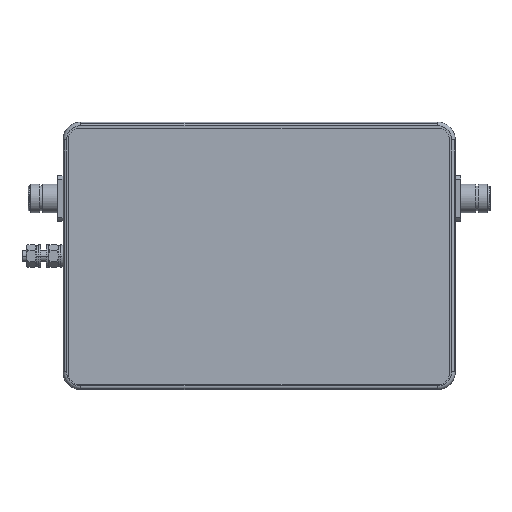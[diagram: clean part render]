
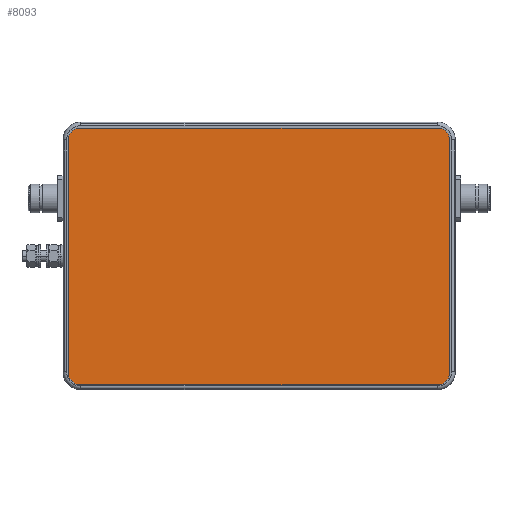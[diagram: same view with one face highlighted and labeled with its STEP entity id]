
A CAD part, top view. The second image highlights one B-rep face of the part: STEP entity #8093.
In plain terms, the highlighted planar face has unit normal (0, 0, 1).
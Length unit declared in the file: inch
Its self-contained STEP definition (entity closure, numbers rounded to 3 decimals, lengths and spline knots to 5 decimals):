
#550 = CARTESIAN_POINT ( 'NONE',  ( 3.93701, 2.55906, 0.00394 ) ) ;
#1311 = DIRECTION ( 'NONE',  ( -1., 0., 0. ) ) ;
#1366 = CARTESIAN_POINT ( 'NONE',  ( 4.2126, -2.55906, 0.00394 ) ) ;
#2448 = EDGE_CURVE ( 'NONE', #45659, #7103, #32483, .T. ) ;
#2707 = VERTEX_POINT ( 'NONE', #15928 ) ;
#2790 = LINE ( 'NONE', #41011, #10450 ) ;
#3067 = EDGE_CURVE ( 'NONE', #35395, #16208, #26710, .T. ) ;
#3636 = ORIENTED_EDGE ( 'NONE', *, *, #28131, .T. ) ;
#3665 = VERTEX_POINT ( 'NONE', #41627 ) ;
#5350 = ORIENTED_EDGE ( 'NONE', *, *, #31452, .T. ) ;
#6366 = DIRECTION ( 'NONE',  ( 0., 0., 1. ) ) ;
#6576 = CIRCLE ( 'NONE', #40536, 0.27559 ) ;
#6727 = VECTOR ( 'NONE', #40547, 39.37008 ) ;
#7103 = VERTEX_POINT ( 'NONE', #45293 ) ;
#7412 = ORIENTED_EDGE ( 'NONE', *, *, #2448, .T. ) ;
#8093 = ADVANCED_FACE ( 'NONE', ( #23765 ), #26924, .T. ) ;
#8805 = DIRECTION ( 'NONE',  ( 0., 0., 1. ) ) ;
#8814 = DIRECTION ( 'NONE',  ( 0., 1., 0. ) ) ;
#10450 = VECTOR ( 'NONE', #18617, 39.37008 ) ;
#11191 = ORIENTED_EDGE ( 'NONE', *, *, #20953, .T. ) ;
#11891 = CARTESIAN_POINT ( 'NONE',  ( 3.93701, 2.83465, 0.00394 ) ) ;
#12493 = CARTESIAN_POINT ( 'NONE',  ( -4.2126, 2.55906, 0.00394 ) ) ;
#12740 = DIRECTION ( 'NONE',  ( 0., 0., 1. ) ) ;
#13810 = AXIS2_PLACEMENT_3D ( 'NONE', #550, #12740, #1311 ) ;
#14027 = AXIS2_PLACEMENT_3D ( 'NONE', #43276, #43791, #46927 ) ;
#14691 = LINE ( 'NONE', #26617, #35363 ) ;
#15087 = EDGE_CURVE ( 'NONE', #42848, #35395, #14691, .T. ) ;
#15905 = AXIS2_PLACEMENT_3D ( 'NONE', #33481, #33989, #18137 ) ;
#15928 = CARTESIAN_POINT ( 'NONE',  ( -4.2126, -2.55906, 0.00394 ) ) ;
#16208 = VERTEX_POINT ( 'NONE', #1366 ) ;
#18137 = DIRECTION ( 'NONE',  ( 0., -1., 0. ) ) ;
#18617 = DIRECTION ( 'NONE',  ( 0., -1., 0. ) ) ;
#20953 = EDGE_CURVE ( 'NONE', #48172, #2707, #2790, .T. ) ;
#21177 = CARTESIAN_POINT ( 'NONE',  ( -3.93701, -2.83465, 0.00394 ) ) ;
#22169 = DIRECTION ( 'NONE',  ( 1., 0., 0. ) ) ;
#23000 = EDGE_CURVE ( 'NONE', #3665, #45659, #45292, .T. ) ;
#23765 = FACE_OUTER_BOUND ( 'NONE', #31511, .T. ) ;
#24060 = ORIENTED_EDGE ( 'NONE', *, *, #15087, .T. ) ;
#24587 = DIRECTION ( 'NONE',  ( 0., 1., 0. ) ) ;
#24659 = CARTESIAN_POINT ( 'NONE',  ( -3.93701, 2.83465, 0.00394 ) ) ;
#26617 = CARTESIAN_POINT ( 'NONE',  ( 3.93701, -2.83465, 0.00394 ) ) ;
#26710 = CIRCLE ( 'NONE', #33320, 0.27559 ) ;
#26924 = PLANE ( 'NONE',  #14027 ) ;
#28060 = CARTESIAN_POINT ( 'NONE',  ( 4.2126, 2.55906, 0.00394 ) ) ;
#28131 = EDGE_CURVE ( 'NONE', #2707, #42848, #6576, .T. ) ;
#28512 = ORIENTED_EDGE ( 'NONE', *, *, #3067, .T. ) ;
#29998 = EDGE_CURVE ( 'NONE', #16208, #3665, #44668, .T. ) ;
#30237 = CARTESIAN_POINT ( 'NONE',  ( -3.93701, -2.55906, 0.00394 ) ) ;
#31452 = EDGE_CURVE ( 'NONE', #7103, #48172, #39101, .T. ) ;
#31511 = EDGE_LOOP ( 'NONE', ( #40254, #7412, #5350, #11191, #3636, #24060, #28512, #44343 ) ) ;
#32483 = LINE ( 'NONE', #24659, #6727 ) ;
#33320 = AXIS2_PLACEMENT_3D ( 'NONE', #36337, #8805, #24587 ) ;
#33481 = CARTESIAN_POINT ( 'NONE',  ( -3.93701, 2.55906, 0.00394 ) ) ;
#33989 = DIRECTION ( 'NONE',  ( 0., 0., 1. ) ) ;
#35363 = VECTOR ( 'NONE', #49741, 39.37008 ) ;
#35395 = VERTEX_POINT ( 'NONE', #43208 ) ;
#36337 = CARTESIAN_POINT ( 'NONE',  ( 3.93701, -2.55906, 0.00394 ) ) ;
#39101 = CIRCLE ( 'NONE', #15905, 0.27559 ) ;
#40254 = ORIENTED_EDGE ( 'NONE', *, *, #23000, .T. ) ;
#40536 = AXIS2_PLACEMENT_3D ( 'NONE', #30237, #6366, #22169 ) ;
#40547 = DIRECTION ( 'NONE',  ( -1., 0., 0. ) ) ;
#41011 = CARTESIAN_POINT ( 'NONE',  ( -4.2126, -2.55906, 0.00394 ) ) ;
#41627 = CARTESIAN_POINT ( 'NONE',  ( 4.2126, 2.55906, 0.00394 ) ) ;
#42848 = VERTEX_POINT ( 'NONE', #21177 ) ;
#43208 = CARTESIAN_POINT ( 'NONE',  ( 3.93701, -2.83465, 0.00394 ) ) ;
#43276 = CARTESIAN_POINT ( 'NONE',  ( 0., 0., 0.00394 ) ) ;
#43791 = DIRECTION ( 'NONE',  ( 0., 0., 1. ) ) ;
#44343 = ORIENTED_EDGE ( 'NONE', *, *, #29998, .T. ) ;
#44668 = LINE ( 'NONE', #28060, #49723 ) ;
#45292 = CIRCLE ( 'NONE', #13810, 0.27559 ) ;
#45293 = CARTESIAN_POINT ( 'NONE',  ( -3.93701, 2.83465, 0.00394 ) ) ;
#45659 = VERTEX_POINT ( 'NONE', #11891 ) ;
#46927 = DIRECTION ( 'NONE',  ( 1., 0., 0. ) ) ;
#48172 = VERTEX_POINT ( 'NONE', #12493 ) ;
#49723 = VECTOR ( 'NONE', #8814, 39.37008 ) ;
#49741 = DIRECTION ( 'NONE',  ( 1., 0., 0. ) ) ;
